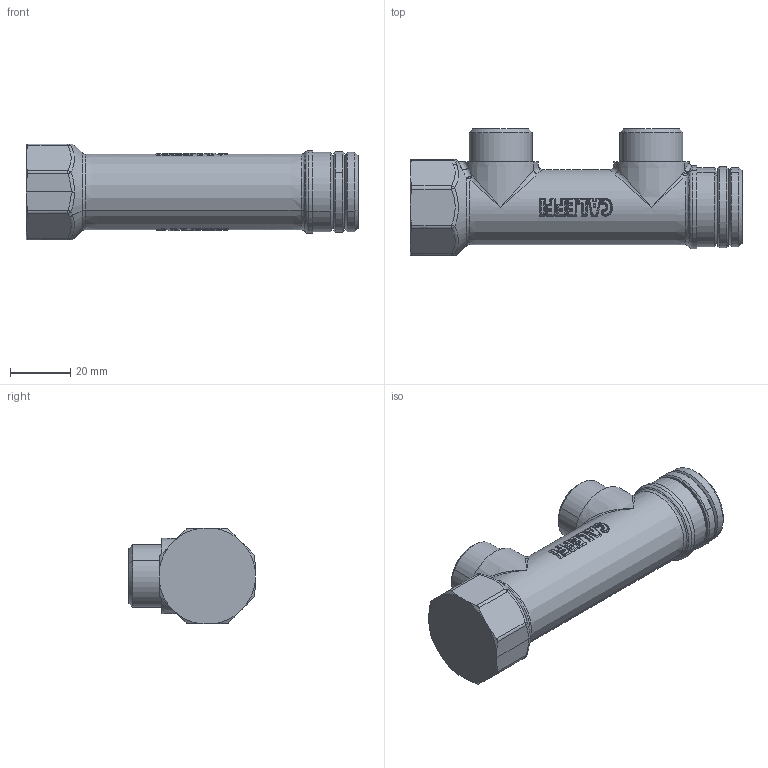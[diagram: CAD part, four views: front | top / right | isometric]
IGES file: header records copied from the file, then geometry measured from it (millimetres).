
Start section:  PTC IGES file: 592525 (IGS).igs
Global section: file name: 592525 (IGS).igs; native system: Creo Parametric by PTC Inc.; preprocessor: 2014500; author: mparodi; organization: Unknown; date: 20160616.142644; units: inch
Bounding box: 110 x 41.9 x 31.8 mm (x, y, z)
Volume: 72618.3 mm3; surface area: 13213.3 mm2
Topology: 1 solids, 1 shells, 1493 faces, 3553 edges, 1969 vertices
Faces by surface type: bspline 1023, revolution 416, extrusion 54
